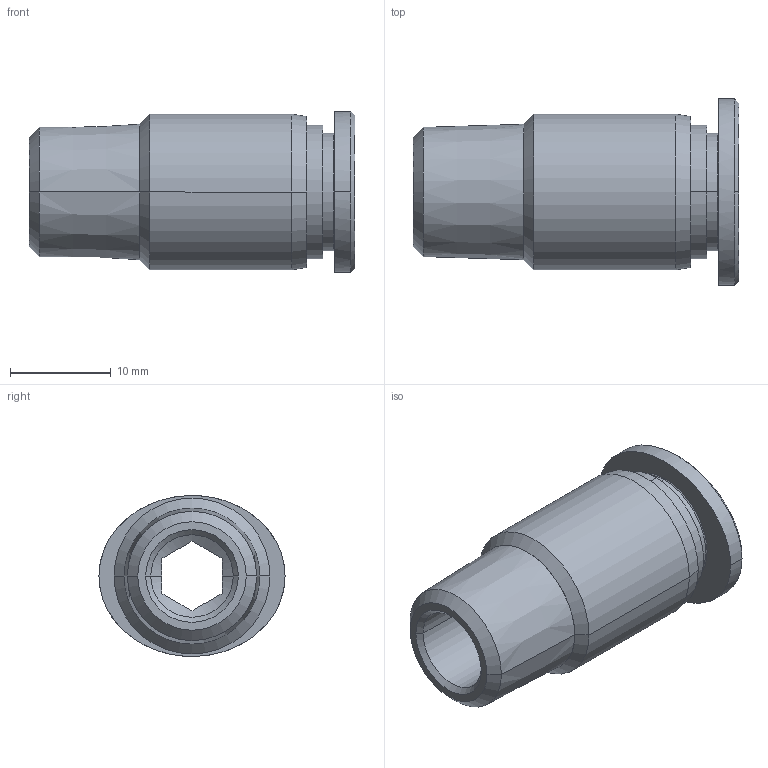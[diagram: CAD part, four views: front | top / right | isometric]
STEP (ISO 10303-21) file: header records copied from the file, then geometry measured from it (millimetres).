
FILE_DESCRIPTION (( 'STEP AP214' ), '1' );
FILE_NAME ('POC10-02.stp', '2015-10-21T07:05:36', ( '' ), ( '' ), 'SwSTEP 2.0', 'SolidWorks 2015', '' );
FILE_SCHEMA (( 'AUTOMOTIVE_DESIGN' ));
Length unit declared in the file: millimetre
Products named in the file (2): ｦ+ﾃｦ1; POC10-02
Assembly tree (1 placements, depth 2):
  POC10-02
    ｦ+ﾃｦ1
Bounding box: 32.4 x 18.5 x 16 mm (x, y, z)
Volume: 3205.5 mm3; surface area: 2873.5 mm2
Topology: 1 solids, 1 shells, 426 faces, 1210 edges, 802 vertices
Faces by surface type: plane 389, cone 16, cylinder 12, bspline 9
Entity records: 14629 total; most frequent: CARTESIAN_POINT 3218, ORIENTED_EDGE 2420, DIRECTION 2064, EDGE_CURVE 1210, LINE 1142, VECTOR 1142, VERTEX_POINT 802, AXIS2_PLACEMENT_3D 461
